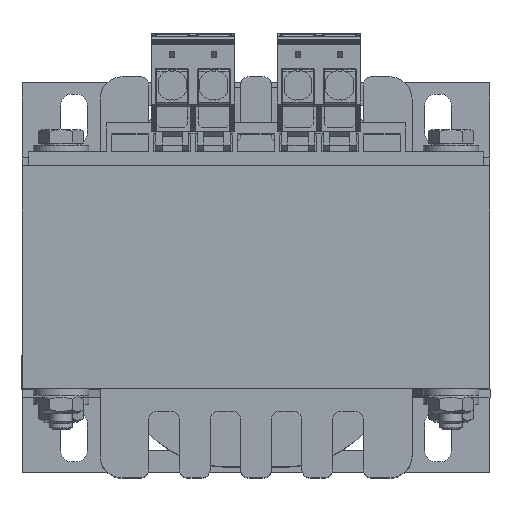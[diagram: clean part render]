
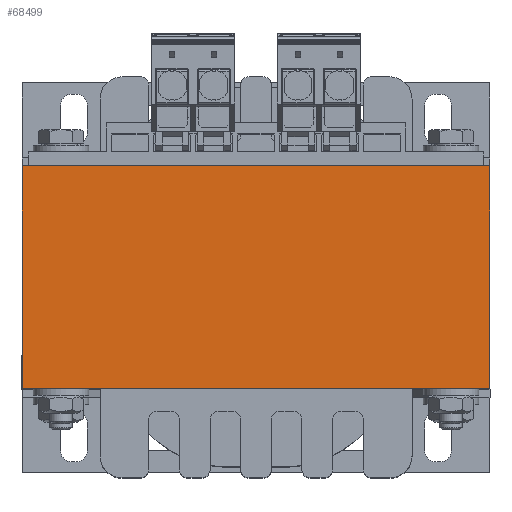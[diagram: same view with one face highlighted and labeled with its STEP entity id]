
A CAD part, top view. The second image highlights one B-rep face of the part: STEP entity #68499.
In plain terms, the highlighted planar face has unit normal (0, 0, 1).
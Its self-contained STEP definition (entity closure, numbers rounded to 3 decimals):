
#2266=FACE_OUTER_BOUND('',#5854,.T.);
#5854=EDGE_LOOP('',(#43815,#43816,#43817,#43818));
#9582=LINE('',#95102,#18355);
#9613=LINE('',#95180,#18386);
#9614=LINE('',#95182,#18387);
#9615=LINE('',#95183,#18388);
#18355=VECTOR('',#77013,1.);
#18386=VECTOR('',#77086,1.);
#18387=VECTOR('',#77087,1.);
#18388=VECTOR('',#77088,1.);
#27127=VERTEX_POINT('',#95098);
#27129=VERTEX_POINT('',#95101);
#27155=VERTEX_POINT('',#95179);
#27156=VERTEX_POINT('',#95181);
#33690=EDGE_CURVE('',#27129,#27127,#9582,.T.);
#33729=EDGE_CURVE('',#27155,#27127,#9613,.T.);
#33730=EDGE_CURVE('',#27155,#27156,#9614,.T.);
#33731=EDGE_CURVE('',#27156,#27129,#9615,.T.);
#43815=ORIENTED_EDGE('',*,*,#33729,.F.);
#43816=ORIENTED_EDGE('',*,*,#33730,.T.);
#43817=ORIENTED_EDGE('',*,*,#33731,.T.);
#43818=ORIENTED_EDGE('',*,*,#33690,.T.);
#63884=PLANE('',#72371);
#68499=ADVANCED_FACE('',(#2266),#63884,.T.);
#72371=AXIS2_PLACEMENT_3D('',#95178,#77084,#77085);
#77013=DIRECTION('',(1.,0.,0.));
#77084=DIRECTION('center_axis',(0.,0.,1.));
#77085=DIRECTION('ref_axis',(0.,-1.,0.));
#77086=DIRECTION('',(0.,-1.,0.));
#77087=DIRECTION('',(-1.,0.,0.));
#77088=DIRECTION('',(0.,-1.,0.));
#95098=CARTESIAN_POINT('',(-23.95,72.985,-92.158));
#95101=CARTESIAN_POINT('',(-107.95,72.985,-92.158));
#95102=CARTESIAN_POINT('',(-23.95,72.985,-92.158));
#95178=CARTESIAN_POINT('Origin',(-107.95,112.985,-92.158));
#95179=CARTESIAN_POINT('',(-23.95,112.985,-92.158));
#95180=CARTESIAN_POINT('',(-23.95,112.985,-92.158));
#95181=CARTESIAN_POINT('',(-107.95,112.985,-92.158));
#95182=CARTESIAN_POINT('',(-23.95,112.985,-92.158));
#95183=CARTESIAN_POINT('',(-107.95,112.985,-92.158));
